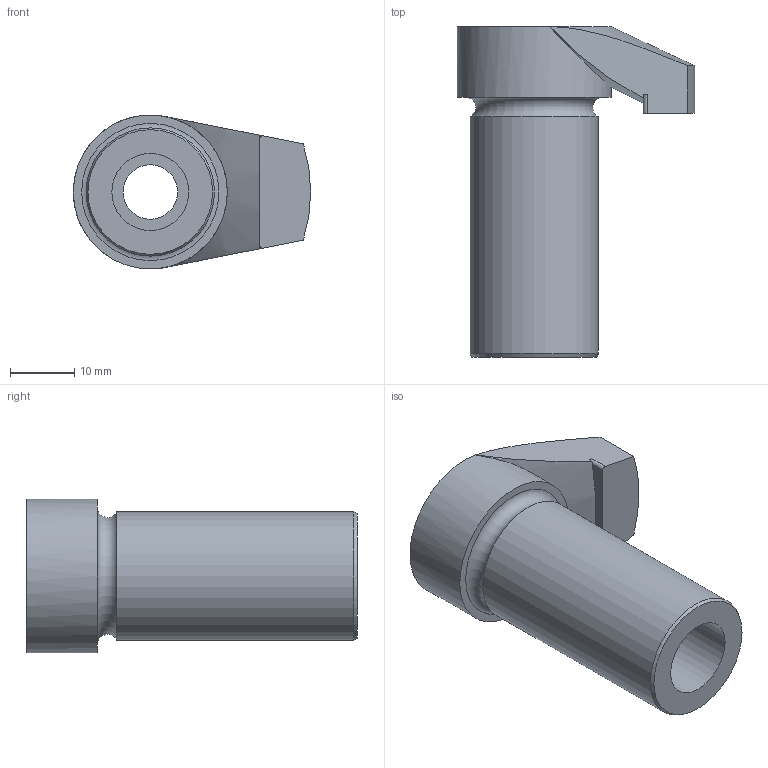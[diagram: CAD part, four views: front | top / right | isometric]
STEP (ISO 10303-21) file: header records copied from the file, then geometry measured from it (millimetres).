
FILE_DESCRIPTION( ( 'STEP AP214' ), '1' );
FILE_NAME( 'K0012.3108.stp', '2020-11-24T14:38:26', ( '' ), ( '' ), ' ', 'PARTsolutions', ' ' );
FILE_SCHEMA( ( 'AUTOMOTIVE_DESIGN { 1 0 10303 214 1 1 1 1 }' ) );
Length unit declared in the file: millimetre
Products named in the file (1): _K0012.3108
Bounding box: 37 x 51.5 x 24 mm (x, y, z)
Volume: 15440 mm3; surface area: 6634.3 mm2
Topology: 1 solids, 1 shells, 26 faces, 57 edges, 36 vertices
Faces by surface type: plane 13, cylinder 8, cone 3, torus 1, sphere 1
Full cylindrical faces by diameter (mm): 4 x1, 8.5 x1, 12 x1, 20 x1, 24 x1
Entity records: 992 total; most frequent: CARTESIAN_POINT 225, DIRECTION 119, ORIENTED_EDGE 94, AXIS2_PLACEMENT_3D 51, EDGE_CURVE 47, EDGE_LOOP 39, VERTEX_POINT 34, FACE_OUTER_BOUND 32
